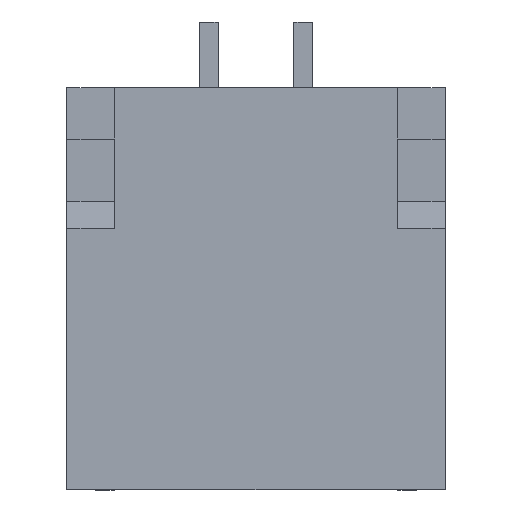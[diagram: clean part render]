
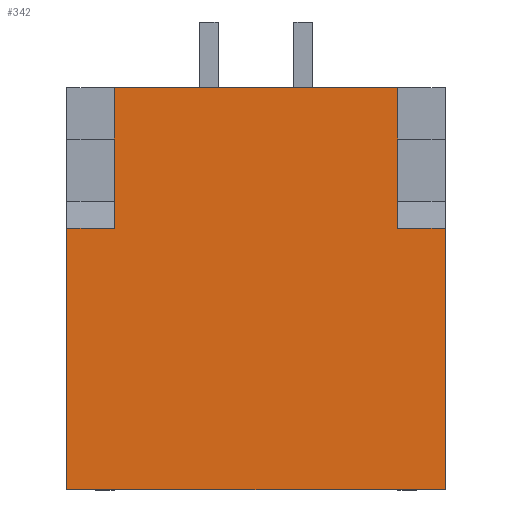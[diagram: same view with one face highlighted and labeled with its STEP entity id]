
A CAD part, top view. The second image highlights one B-rep face of the part: STEP entity #342.
In plain terms, the highlighted planar face has unit normal (0, 0, 1).
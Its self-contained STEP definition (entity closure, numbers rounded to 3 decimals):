
#27=VECTOR('',#28,1.);
#28=DIRECTION('',(0.,-1.,0.));
#35=DIRECTION('',(0.,0.,1.));
#53=VERTEX_POINT('',#54);
#54=CARTESIAN_POINT('',(-2.,0.286,2.96));
#58=ORIENTED_EDGE('',*,*,#59,.T.);
#59=EDGE_CURVE('',#53,#60,#62,.T.);
#60=VERTEX_POINT('',#61);
#61=CARTESIAN_POINT('',(-2.,-2.475,2.96));
#62=LINE('',#63,#27);
#63=CARTESIAN_POINT('',(-2.,1.775,2.96));
#75=VECTOR('',#76,1.);
#76=DIRECTION('',(0.,1.,0.));
#94=DIRECTION('',(1.,0.,0.));
#110=VECTOR('',#94,1.);
#273=VERTEX_POINT('',#274);
#274=CARTESIAN_POINT('',(2.,-2.475,2.96));
#278=EDGE_CURVE('',#60,#273,#279,.T.);
#279=LINE('',#61,#110);
#342=ADVANCED_FACE('',(#343),#375,.T.);
#343=FACE_BOUND('',#344,.T.);
#344=EDGE_LOOP('',(#345,#352,#357,#58,#360,#361,#367,#372));
#345=ORIENTED_EDGE('',*,*,#346,.F.);
#346=EDGE_CURVE('',#347,#349,#351,.T.);
#347=VERTEX_POINT('',#348);
#348=CARTESIAN_POINT('',(-1.5,1.775,2.96));
#349=VERTEX_POINT('',#350);
#350=CARTESIAN_POINT('',(1.5,1.775,2.96));
#351=LINE('',#63,#110);
#352=ORIENTED_EDGE('',*,*,#353,.F.);
#353=EDGE_CURVE('',#354,#347,#356,.T.);
#354=VERTEX_POINT('',#355);
#355=CARTESIAN_POINT('',(-1.5,0.286,2.96));
#356=LINE('',#355,#75);
#357=ORIENTED_EDGE('',*,*,#358,.F.);
#358=EDGE_CURVE('',#53,#354,#359,.T.);
#359=LINE('',#54,#110);
#360=ORIENTED_EDGE('',*,*,#278,.T.);
#361=ORIENTED_EDGE('',*,*,#362,.F.);
#362=EDGE_CURVE('',#363,#273,#365,.T.);
#363=VERTEX_POINT('',#364);
#364=CARTESIAN_POINT('',(2.,0.286,2.96));
#365=LINE('',#366,#27);
#366=CARTESIAN_POINT('',(2.,1.775,2.96));
#367=ORIENTED_EDGE('',*,*,#368,.F.);
#368=EDGE_CURVE('',#369,#363,#371,.T.);
#369=VERTEX_POINT('',#370);
#370=CARTESIAN_POINT('',(1.5,0.286,2.96));
#371=LINE('',#370,#110);
#372=ORIENTED_EDGE('',*,*,#373,.T.);
#373=EDGE_CURVE('',#369,#349,#374,.T.);
#374=LINE('',#370,#75);
#375=PLANE('',#376);
#376=AXIS2_PLACEMENT_3D('',#63,#35,#28);
